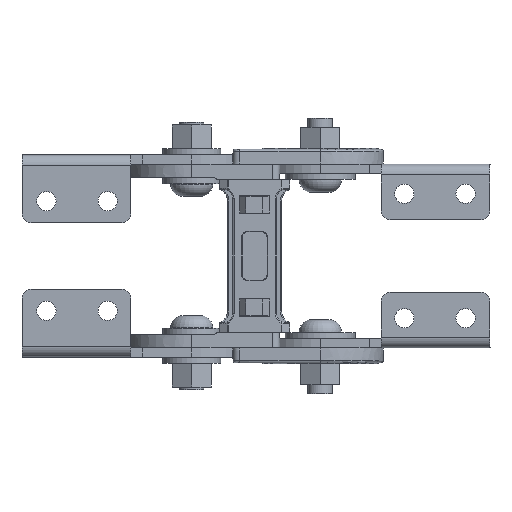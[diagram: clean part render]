
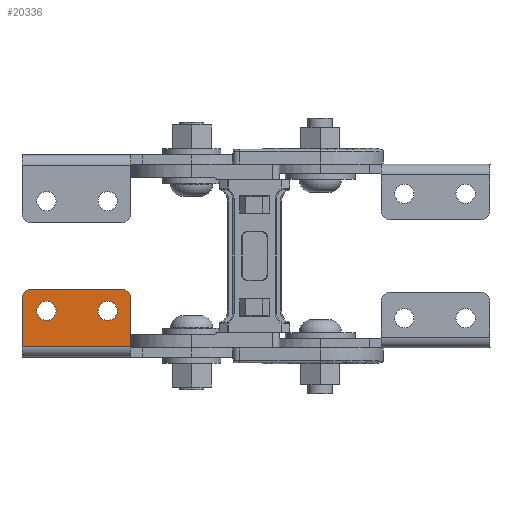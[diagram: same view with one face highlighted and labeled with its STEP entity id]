
A CAD part, front view. The second image highlights one B-rep face of the part: STEP entity #20336.
In plain terms, the highlighted planar face has unit normal (0, -1, 0).
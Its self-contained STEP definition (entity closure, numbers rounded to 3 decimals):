
#50 = CARTESIAN_POINT ( 'NONE',  ( -102.156, -19.759, 38.559 ) ) ;
#1313 = DIRECTION ( 'NONE',  ( 0., -1., 0. ) ) ;
#1796 = VERTEX_POINT ( 'NONE', #22915 ) ;
#3431 = CARTESIAN_POINT ( 'NONE',  ( -106.656, -19.759, 31.409 ) ) ;
#4178 = VERTEX_POINT ( 'NONE', #50 ) ;
#4309 = VERTEX_POINT ( 'NONE', #13629 ) ;
#4687 = PLANE ( 'NONE',  #37042 ) ;
#4859 = CARTESIAN_POINT ( 'NONE',  ( -126.656, -19.759, 31.409 ) ) ;
#5072 = CARTESIAN_POINT ( 'NONE',  ( -106.656, -19.759, 31.409 ) ) ;
#5873 = LINE ( 'NONE', #44612, #22386 ) ;
#5885 = CARTESIAN_POINT ( 'NONE',  ( -134.656, -19.759, 19.8 ) ) ;
#5901 = CIRCLE ( 'NONE', #14270, 3. ) ;
#6266 = CIRCLE ( 'NONE', #24286, 3.15 ) ;
#6444 = AXIS2_PLACEMENT_3D ( 'NONE', #5072, #25018, #10874 ) ;
#8964 = CIRCLE ( 'NONE', #40123, 3. ) ;
#9326 = EDGE_CURVE ( 'NONE', #27758, #42832, #8964, .T. ) ;
#10007 = DIRECTION ( 'NONE',  ( 1., 0., 0. ) ) ;
#10697 = CIRCLE ( 'NONE', #25160, 3.15 ) ;
#10874 = DIRECTION ( 'NONE',  ( 1., 0., 0. ) ) ;
#10936 = ORIENTED_EDGE ( 'NONE', *, *, #30201, .F. ) ;
#11728 = CARTESIAN_POINT ( 'NONE',  ( -99.156, -19.759, 35.559 ) ) ;
#11831 = VERTEX_POINT ( 'NONE', #36242 ) ;
#11963 = AXIS2_PLACEMENT_3D ( 'NONE', #4859, #40075, #36264 ) ;
#12859 = CARTESIAN_POINT ( 'NONE',  ( -131.656, -19.759, 38.559 ) ) ;
#12939 = VERTEX_POINT ( 'NONE', #11728 ) ;
#13235 = VERTEX_POINT ( 'NONE', #42607 ) ;
#13629 = CARTESIAN_POINT ( 'NONE',  ( -129.806, -19.759, 31.409 ) ) ;
#13879 = DIRECTION ( 'NONE',  ( 0., 1., 0. ) ) ;
#14270 = AXIS2_PLACEMENT_3D ( 'NONE', #43250, #1313, #25864 ) ;
#14664 = ORIENTED_EDGE ( 'NONE', *, *, #23605, .T. ) ;
#15477 = DIRECTION ( 'NONE',  ( 0., 1., 0. ) ) ;
#16764 = ORIENTED_EDGE ( 'NONE', *, *, #41771, .T. ) ;
#16815 = DIRECTION ( 'NONE',  ( 1., 0., 0. ) ) ;
#19018 = ORIENTED_EDGE ( 'NONE', *, *, #9326, .T. ) ;
#19236 = DIRECTION ( 'NONE',  ( 1., 0., 0. ) ) ;
#19426 = VECTOR ( 'NONE', #16815, 1000. ) ;
#19993 = CARTESIAN_POINT ( 'NONE',  ( -126.656, -19.759, 31.409 ) ) ;
#20190 = VECTOR ( 'NONE', #36072, 1000. ) ;
#20216 = LINE ( 'NONE', #43190, #26762 ) ;
#20336 = ADVANCED_FACE ( 'NONE', ( #23147, #24758, #37835 ), #4687, .F. ) ;
#20474 = CIRCLE ( 'NONE', #6444, 3.15 ) ;
#20814 = EDGE_LOOP ( 'NONE', ( #26682, #28775, #10936, #19018, #35003, #14664 ) ) ;
#22057 = CARTESIAN_POINT ( 'NONE',  ( -134.656, -19.759, 10.606 ) ) ;
#22386 = VECTOR ( 'NONE', #30390, 1000. ) ;
#22614 = EDGE_CURVE ( 'NONE', #12939, #4178, #5901, .T. ) ;
#22915 = CARTESIAN_POINT ( 'NONE',  ( -99.156, -19.759, 19.8 ) ) ;
#23147 = FACE_BOUND ( 'NONE', #32752, .T. ) ;
#23199 = DIRECTION ( 'NONE',  ( 0., -1., 0. ) ) ;
#23216 = CARTESIAN_POINT ( 'NONE',  ( -103.506, -19.759, 31.409 ) ) ;
#23403 = EDGE_CURVE ( 'NONE', #23637, #42832, #38720, .T. ) ;
#23605 = EDGE_CURVE ( 'NONE', #23637, #1796, #5873, .T. ) ;
#23637 = VERTEX_POINT ( 'NONE', #5885 ) ;
#23780 = DIRECTION ( 'NONE',  ( 1., 0., 0. ) ) ;
#24286 = AXIS2_PLACEMENT_3D ( 'NONE', #19993, #41472, #23780 ) ;
#24758 = FACE_BOUND ( 'NONE', #43827, .T. ) ;
#25018 = DIRECTION ( 'NONE',  ( 0., 1., 0. ) ) ;
#25160 = AXIS2_PLACEMENT_3D ( 'NONE', #3431, #13879, #10007 ) ;
#25864 = DIRECTION ( 'NONE',  ( 1., 0., 0. ) ) ;
#26231 = CARTESIAN_POINT ( 'NONE',  ( -131.656, -19.759, 35.559 ) ) ;
#26682 = ORIENTED_EDGE ( 'NONE', *, *, #40382, .F. ) ;
#26762 = VECTOR ( 'NONE', #36175, 1000. ) ;
#27758 = VERTEX_POINT ( 'NONE', #12859 ) ;
#28775 = ORIENTED_EDGE ( 'NONE', *, *, #22614, .T. ) ;
#30201 = EDGE_CURVE ( 'NONE', #27758, #4178, #35779, .T. ) ;
#30390 = DIRECTION ( 'NONE',  ( 1., 0., 0. ) ) ;
#32752 = EDGE_LOOP ( 'NONE', ( #33045, #16764 ) ) ;
#33045 = ORIENTED_EDGE ( 'NONE', *, *, #36854, .T. ) ;
#35003 = ORIENTED_EDGE ( 'NONE', *, *, #23403, .F. ) ;
#35779 = LINE ( 'NONE', #38002, #19426 ) ;
#36072 = DIRECTION ( 'NONE',  ( 0., 0., 1. ) ) ;
#36175 = DIRECTION ( 'NONE',  ( 0., 0., -1. ) ) ;
#36242 = CARTESIAN_POINT ( 'NONE',  ( -109.806, -19.759, 31.409 ) ) ;
#36264 = DIRECTION ( 'NONE',  ( 1., 0., 0. ) ) ;
#36541 = CARTESIAN_POINT ( 'NONE',  ( -79.156, -19.759, 1.059 ) ) ;
#36625 = ORIENTED_EDGE ( 'NONE', *, *, #42499, .T. ) ;
#36854 = EDGE_CURVE ( 'NONE', #42230, #11831, #20474, .T. ) ;
#36959 = CIRCLE ( 'NONE', #11963, 3.15 ) ;
#37042 = AXIS2_PLACEMENT_3D ( 'NONE', #36541, #15477, #39898 ) ;
#37835 = FACE_OUTER_BOUND ( 'NONE', #20814, .T. ) ;
#38002 = CARTESIAN_POINT ( 'NONE',  ( -134.656, -19.759, 38.559 ) ) ;
#38720 = LINE ( 'NONE', #22057, #20190 ) ;
#39467 = CARTESIAN_POINT ( 'NONE',  ( -134.656, -19.759, 35.559 ) ) ;
#39898 = DIRECTION ( 'NONE',  ( 1., 0., 0. ) ) ;
#40075 = DIRECTION ( 'NONE',  ( 0., 1., 0. ) ) ;
#40123 = AXIS2_PLACEMENT_3D ( 'NONE', #26231, #23199, #19236 ) ;
#40382 = EDGE_CURVE ( 'NONE', #12939, #1796, #20216, .T. ) ;
#41472 = DIRECTION ( 'NONE',  ( 0., 1., 0. ) ) ;
#41771 = EDGE_CURVE ( 'NONE', #11831, #42230, #10697, .T. ) ;
#42230 = VERTEX_POINT ( 'NONE', #23216 ) ;
#42499 = EDGE_CURVE ( 'NONE', #13235, #4309, #6266, .T. ) ;
#42607 = CARTESIAN_POINT ( 'NONE',  ( -123.506, -19.759, 31.409 ) ) ;
#42832 = VERTEX_POINT ( 'NONE', #39467 ) ;
#42963 = EDGE_CURVE ( 'NONE', #4309, #13235, #36959, .T. ) ;
#43190 = CARTESIAN_POINT ( 'NONE',  ( -99.156, -19.759, 38.559 ) ) ;
#43250 = CARTESIAN_POINT ( 'NONE',  ( -102.156, -19.759, 35.559 ) ) ;
#43827 = EDGE_LOOP ( 'NONE', ( #36625, #44469 ) ) ;
#44469 = ORIENTED_EDGE ( 'NONE', *, *, #42963, .T. ) ;
#44612 = CARTESIAN_POINT ( 'NONE',  ( -79.156, -19.759, 19.8 ) ) ;
